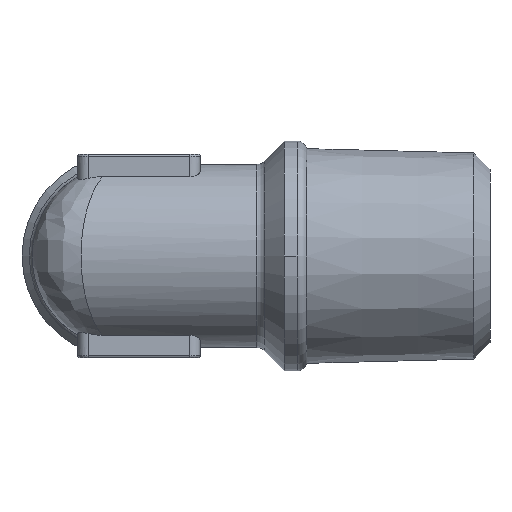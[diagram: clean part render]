
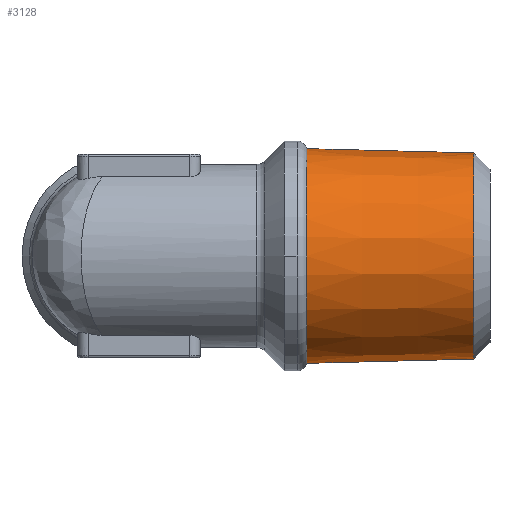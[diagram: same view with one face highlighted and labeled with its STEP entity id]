
A CAD part, left-side view. The second image highlights one B-rep face of the part: STEP entity #3128.
In plain terms, the highlighted conical face has half-angle 1.47 degrees and reference radius 5.275 mm.
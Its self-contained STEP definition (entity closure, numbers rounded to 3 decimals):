
#8 = CARTESIAN_POINT ( 'NONE',  ( 0., -9., 0. ) ) ;
#9 = AXIS2_PLACEMENT_3D ( 'NONE', #8, #4022, #4023 ) ;
#10 = CONICAL_SURFACE ( 'NONE', #9, 5.275, 0.026 ) ;
#99 = DIRECTION ( 'NONE',  ( 0., 0., -1. ) ) ;
#100 = DIRECTION ( 'NONE',  ( 0., -1., 0. ) ) ;
#101 = CARTESIAN_POINT ( 'NONE',  ( 0., -9., 0. ) ) ;
#102 = AXIS2_PLACEMENT_3D ( 'NONE', #101, #100, #99 ) ;
#108 = FACE_OUTER_BOUND ( 'NONE', #3133, .T. ) ;
#119 = CIRCLE ( 'NONE', #102, 5.275 ) ;
#128 = CARTESIAN_POINT ( 'NONE',  ( 0., -17.2, 0. ) ) ;
#129 = CIRCLE ( 'NONE', #134, 5.064 ) ;
#133 = DIRECTION ( 'NONE',  ( 0., -1., 0. ) ) ;
#134 = AXIS2_PLACEMENT_3D ( 'NONE', #128, #133, #142 ) ;
#142 = DIRECTION ( 'NONE',  ( 0., 0., -1. ) ) ;
#1587 = CARTESIAN_POINT ( 'NONE',  ( 0., -17.2, -5.064 ) ) ;
#1662 = DIRECTION ( 'NONE',  ( 0., 1., 0.026 ) ) ;
#1663 = VECTOR ( 'NONE', #1662, 1000. ) ;
#1670 = CARTESIAN_POINT ( 'NONE',  ( 0., -9., 5.275 ) ) ;
#1685 = LINE ( 'NONE', #1670, #1663 ) ;
#1687 = CARTESIAN_POINT ( 'NONE',  ( 0., -9., 5.275 ) ) ;
#1736 = CARTESIAN_POINT ( 'NONE',  ( 0., -9., -5.275 ) ) ;
#2130 = DIRECTION ( 'NONE',  ( 0., 1., -0.026 ) ) ;
#2140 = LINE ( 'NONE', #2157, #2158 ) ;
#2157 = CARTESIAN_POINT ( 'NONE',  ( 0., -9., -5.275 ) ) ;
#2158 = VECTOR ( 'NONE', #2130, 1000. ) ;
#2162 = CARTESIAN_POINT ( 'NONE',  ( 0., -17.2, 5.064 ) ) ;
#2443 = VERTEX_POINT ( 'NONE', #1587 ) ;
#2474 = EDGE_CURVE ( 'NONE', #2518, #2476, #1685, .T. ) ;
#2476 = VERTEX_POINT ( 'NONE', #1687 ) ;
#2488 = VERTEX_POINT ( 'NONE', #1736 ) ;
#2506 = EDGE_CURVE ( 'NONE', #2443, #2488, #2140, .T. ) ;
#2518 = VERTEX_POINT ( 'NONE', #2162 ) ;
#3116 = ORIENTED_EDGE ( 'NONE', *, *, #2506, .F. ) ;
#3118 = ORIENTED_EDGE ( 'NONE', *, *, #2474, .T. ) ;
#3119 = ORIENTED_EDGE ( 'NONE', *, *, #3120, .T. ) ;
#3120 = EDGE_CURVE ( 'NONE', #2476, #2488, #119, .T. ) ;
#3128 = ADVANCED_FACE ( 'NONE', ( #108 ), #10, .T. ) ;
#3131 = ORIENTED_EDGE ( 'NONE', *, *, #3140, .F. ) ;
#3133 = EDGE_LOOP ( 'NONE', ( #3116, #3131, #3118, #3119 ) ) ;
#3140 = EDGE_CURVE ( 'NONE', #2518, #2443, #129, .T. ) ;
#4022 = DIRECTION ( 'NONE',  ( 0., 1., 0. ) ) ;
#4023 = DIRECTION ( 'NONE',  ( 0., 0., 1. ) ) ;
